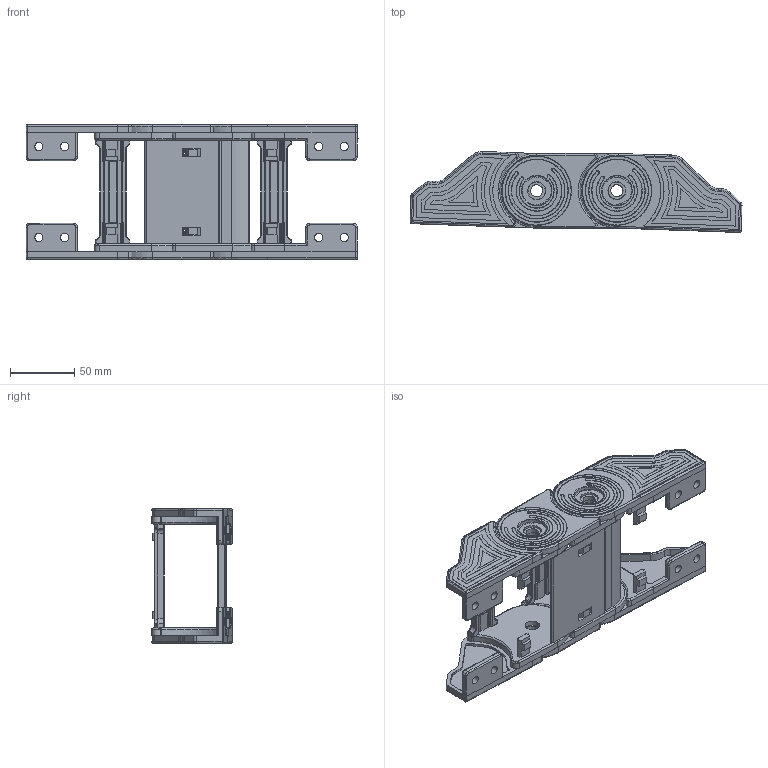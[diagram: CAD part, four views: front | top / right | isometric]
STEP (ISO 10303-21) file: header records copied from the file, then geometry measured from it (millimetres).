
FILE_DESCRIPTION (( 'STEP AP203' ), '1' );
FILE_NAME ('CK42-Y080-ESKÝ AYAK.STEP', '2019-09-18T12:24:20', ( '' ), ( '' ), 'SwSTEP 2.0', 'SolidWorks 2017', '' );
FILE_SCHEMA (( 'CONFIG_CONTROL_DESIGN' ));
Products named in the file (1): CK42-Y080-ESKÝ AYAK
Bounding box: 258.63 x 62.95 x 105.8 mm (x, y, z)
Volume: 274685.2 mm3; surface area: 153820.1 mm2
Topology: 10 solids, 10 shells, 2179 faces, 5628 edges, 3524 vertices
Faces by surface type: plane 941, cylinder 844, bspline 276, torus 80, sphere 38
Entity records: 94959 total; most frequent: CARTESIAN_POINT 44810, ORIENTED_EDGE 11148, DIRECTION 9302, EDGE_CURVE 5574, VERTEX_POINT 3524, VECTOR 3202, LINE 3202, AXIS2_PLACEMENT_3D 3050
